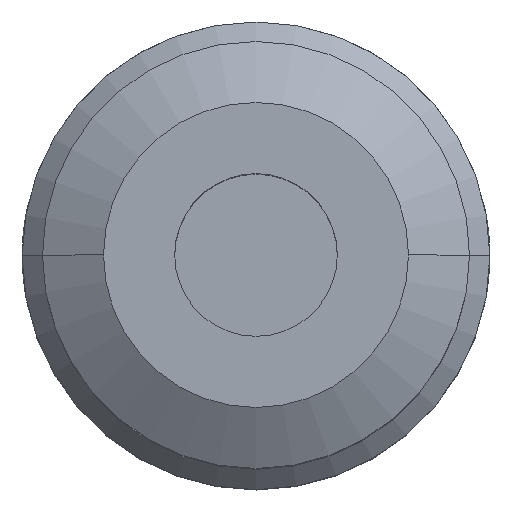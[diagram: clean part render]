
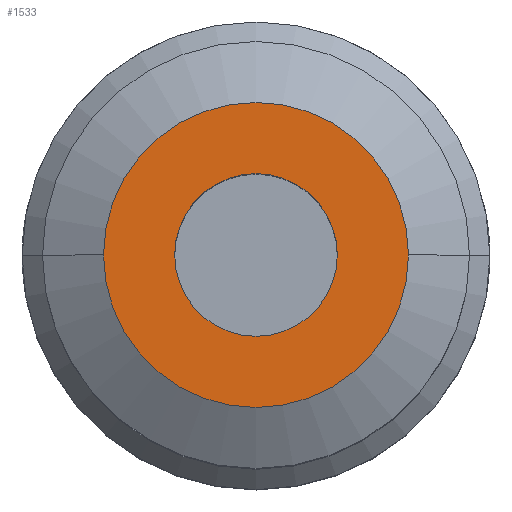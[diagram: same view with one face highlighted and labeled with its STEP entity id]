
A CAD part, top view. The second image highlights one B-rep face of the part: STEP entity #1533.
In plain terms, the highlighted planar face has unit normal (0, 0, 1).
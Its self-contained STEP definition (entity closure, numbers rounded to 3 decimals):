
#4 = EDGE_CURVE ( 'NONE', #1679, #868, #1310, .T. ) ;
#47 = ORIENTED_EDGE ( 'NONE', *, *, #1264, .T. ) ;
#189 = DIRECTION ( 'NONE',  ( -1., 0., 0. ) ) ;
#315 = EDGE_LOOP ( 'NONE', ( #1040, #1035 ) ) ;
#459 = DIRECTION ( 'NONE',  ( 0., 0., -1. ) ) ;
#467 = CARTESIAN_POINT ( 'NONE',  ( 0., 0., 70. ) ) ;
#476 = CARTESIAN_POINT ( 'NONE',  ( 15., 0., 70. ) ) ;
#513 = DIRECTION ( 'NONE',  ( -1., 0., 0. ) ) ;
#545 = DIRECTION ( 'NONE',  ( 0., 0., -1. ) ) ;
#573 = CARTESIAN_POINT ( 'NONE',  ( 0., 15., 70. ) ) ;
#618 = EDGE_CURVE ( 'NONE', #1481, #1169, #1453, .T. ) ;
#655 = PLANE ( 'NONE',  #1273 ) ;
#719 = AXIS2_PLACEMENT_3D ( 'NONE', #467, #459, #189 ) ;
#749 = CARTESIAN_POINT ( 'NONE',  ( 8., 0., 70. ) ) ;
#754 = DIRECTION ( 'NONE',  ( -1., 0., 0. ) ) ;
#868 = VERTEX_POINT ( 'NONE', #1146 ) ;
#877 = CARTESIAN_POINT ( 'NONE',  ( -15., 0., 70. ) ) ;
#892 = FACE_BOUND ( 'NONE', #1667, .T. ) ;
#893 = CIRCLE ( 'NONE', #1662, 8. ) ;
#976 = CARTESIAN_POINT ( 'NONE',  ( 0., 0., 70. ) ) ;
#1035 = ORIENTED_EDGE ( 'NONE', *, *, #618, .F. ) ;
#1040 = ORIENTED_EDGE ( 'NONE', *, *, #1643, .F. ) ;
#1043 = DIRECTION ( 'NONE',  ( 1., 0., 0. ) ) ;
#1075 = DIRECTION ( 'NONE',  ( 0., 0., 1. ) ) ;
#1138 = CIRCLE ( 'NONE', #1528, 15. ) ;
#1146 = CARTESIAN_POINT ( 'NONE',  ( -8., 0., 70. ) ) ;
#1169 = VERTEX_POINT ( 'NONE', #877 ) ;
#1264 = EDGE_CURVE ( 'NONE', #868, #1679, #893, .T. ) ;
#1273 = AXIS2_PLACEMENT_3D ( 'NONE', #573, #1075, #1043 ) ;
#1285 = AXIS2_PLACEMENT_3D ( 'NONE', #976, #1635, #1641 ) ;
#1310 = CIRCLE ( 'NONE', #1285, 8. ) ;
#1453 = CIRCLE ( 'NONE', #719, 15. ) ;
#1481 = VERTEX_POINT ( 'NONE', #476 ) ;
#1528 = AXIS2_PLACEMENT_3D ( 'NONE', #1786, #1782, #754 ) ;
#1533 = ADVANCED_FACE ( 'NONE', ( #892, #1555 ), #655, .T. ) ;
#1555 = FACE_OUTER_BOUND ( 'NONE', #315, .T. ) ;
#1631 = CARTESIAN_POINT ( 'NONE',  ( 0., 0., 70. ) ) ;
#1635 = DIRECTION ( 'NONE',  ( 0., 0., -1. ) ) ;
#1641 = DIRECTION ( 'NONE',  ( -1., 0., 0. ) ) ;
#1643 = EDGE_CURVE ( 'NONE', #1169, #1481, #1138, .T. ) ;
#1662 = AXIS2_PLACEMENT_3D ( 'NONE', #1631, #545, #513 ) ;
#1667 = EDGE_LOOP ( 'NONE', ( #47, #1797 ) ) ;
#1679 = VERTEX_POINT ( 'NONE', #749 ) ;
#1782 = DIRECTION ( 'NONE',  ( 0., 0., -1. ) ) ;
#1786 = CARTESIAN_POINT ( 'NONE',  ( 0., 0., 70. ) ) ;
#1797 = ORIENTED_EDGE ( 'NONE', *, *, #4, .T. ) ;
